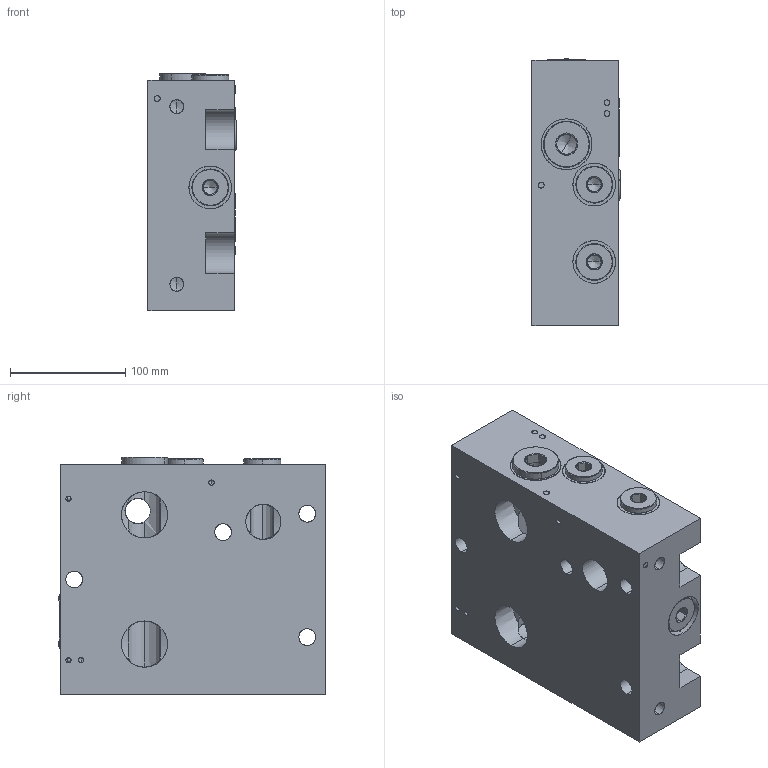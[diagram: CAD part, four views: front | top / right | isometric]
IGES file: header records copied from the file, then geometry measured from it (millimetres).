
Start section: SolidWorks IGES file using analytic representation for surfaces
Global section: file name: HSIF003105037.igs; native system: SolidWorks 2016; preprocessor: SolidWorks 2016; author: serviziopdm; date: 170214.151652; units: millimetre
Bounding box: 76.32 x 231.8 x 206 mm (x, y, z)
Surface area: 262513.5 mm2 (no closed solid volume)
Topology: 0 solids, 0 shells, 1943 faces, 25151 edges, 25097 vertices
Faces by surface type: bspline 1283, revolution 660
